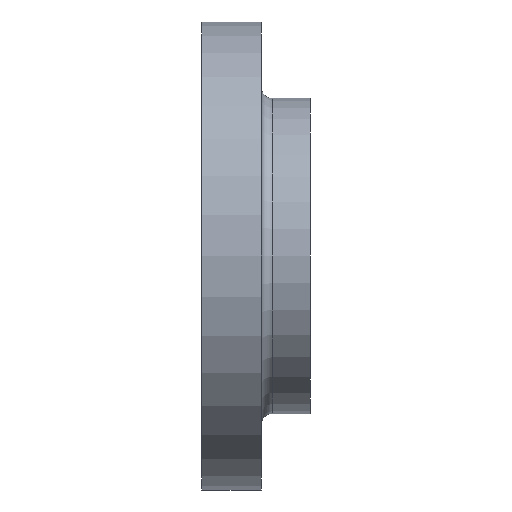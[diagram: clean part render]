
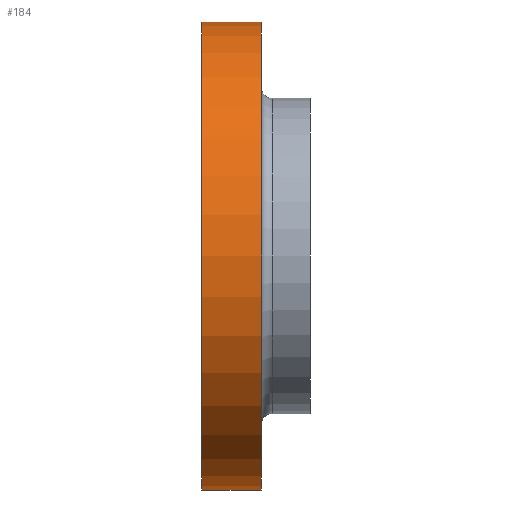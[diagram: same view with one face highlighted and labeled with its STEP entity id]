
A CAD part, front view. The second image highlights one B-rep face of the part: STEP entity #184.
In plain terms, the highlighted cylindrical face has radius 273.05 mm (diameter 546.1 mm), a partial arc.
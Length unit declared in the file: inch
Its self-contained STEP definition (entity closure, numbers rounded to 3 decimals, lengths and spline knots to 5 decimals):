
#74 = EDGE_CURVE ( 'NONE', #1046, #1220, #147, .T. ) ;
#147 = CIRCLE ( 'NONE', #1216, 10.75 ) ;
#179 = CARTESIAN_POINT ( 'NONE',  ( 1.54986, 0., -10.75 ) ) ;
#184 = ADVANCED_FACE ( 'NONE', ( #519 ), #1499, .T. ) ;
#189 = AXIS2_PLACEMENT_3D ( 'NONE', #1249, #1502, #1279 ) ;
#204 = ORIENTED_EDGE ( 'NONE', *, *, #1434, .F. ) ;
#379 = EDGE_CURVE ( 'NONE', #1262, #1208, #479, .T. ) ;
#465 = DIRECTION ( 'NONE',  ( -1., 0., 0. ) ) ;
#468 = ORIENTED_EDGE ( 'NONE', *, *, #74, .F. ) ;
#479 = CIRCLE ( 'NONE', #189, 10.75 ) ;
#519 = FACE_OUTER_BOUND ( 'NONE', #1233, .T. ) ;
#700 = CARTESIAN_POINT ( 'NONE',  ( 0., 0., -10.75 ) ) ;
#739 = DIRECTION ( 'NONE',  ( 0., 0., 1. ) ) ;
#784 = CARTESIAN_POINT ( 'NONE',  ( 1.54986, 0., 10.75 ) ) ;
#830 = EDGE_CURVE ( 'NONE', #1208, #1220, #1524, .T. ) ;
#923 = DIRECTION ( 'NONE',  ( -1., 0., 0. ) ) ;
#973 = VECTOR ( 'NONE', #923, 39.37008 ) ;
#983 = ORIENTED_EDGE ( 'NONE', *, *, #830, .T. ) ;
#1046 = VERTEX_POINT ( 'NONE', #1382 ) ;
#1105 = VECTOR ( 'NONE', #465, 39.37008 ) ;
#1208 = VERTEX_POINT ( 'NONE', #784 ) ;
#1211 = CARTESIAN_POINT ( 'NONE',  ( -1.20014, 0., 0. ) ) ;
#1216 = AXIS2_PLACEMENT_3D ( 'NONE', #1211, #1325, #739 ) ;
#1220 = VERTEX_POINT ( 'NONE', #1437 ) ;
#1233 = EDGE_LOOP ( 'NONE', ( #204, #1425, #983, #468 ) ) ;
#1246 = DIRECTION ( 'NONE',  ( 0., 0., 1. ) ) ;
#1249 = CARTESIAN_POINT ( 'NONE',  ( 1.54986, 0., 0. ) ) ;
#1255 = DIRECTION ( 'NONE',  ( -1., 0., 0. ) ) ;
#1262 = VERTEX_POINT ( 'NONE', #179 ) ;
#1279 = DIRECTION ( 'NONE',  ( 0., 0., 1. ) ) ;
#1284 = CARTESIAN_POINT ( 'NONE',  ( 0., 0., 10.75 ) ) ;
#1320 = LINE ( 'NONE', #700, #1105 ) ;
#1325 = DIRECTION ( 'NONE',  ( -1., 0., 0. ) ) ;
#1382 = CARTESIAN_POINT ( 'NONE',  ( -1.20014, 0., -10.75 ) ) ;
#1394 = CARTESIAN_POINT ( 'NONE',  ( 0., 0., 0. ) ) ;
#1422 = AXIS2_PLACEMENT_3D ( 'NONE', #1394, #1255, #1246 ) ;
#1425 = ORIENTED_EDGE ( 'NONE', *, *, #379, .T. ) ;
#1434 = EDGE_CURVE ( 'NONE', #1262, #1046, #1320, .T. ) ;
#1437 = CARTESIAN_POINT ( 'NONE',  ( -1.20014, 0., 10.75 ) ) ;
#1499 = CYLINDRICAL_SURFACE ( 'NONE', #1422, 10.75 ) ;
#1502 = DIRECTION ( 'NONE',  ( -1., 0., 0. ) ) ;
#1524 = LINE ( 'NONE', #1284, #973 ) ;
